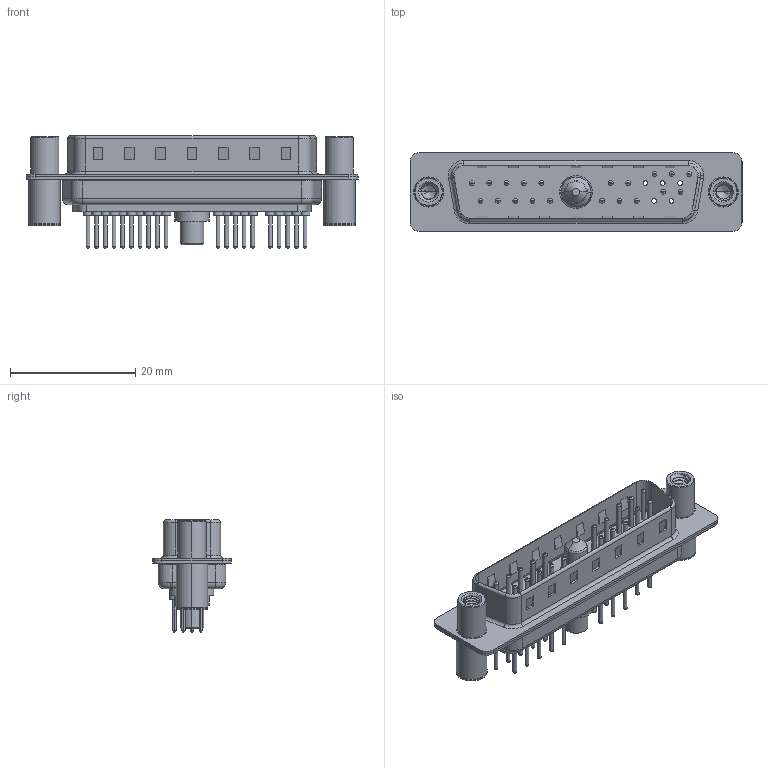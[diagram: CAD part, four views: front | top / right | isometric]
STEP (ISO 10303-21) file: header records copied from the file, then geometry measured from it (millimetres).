
FILE_DESCRIPTION (( 'STEP AP203' ), '1' );
FILE_NAME ('627-21W1224-4NC.STEP', '2019-05-28T00:29:55', ( '' ), ( '' ), 'SwSTEP 2.0', 'SolidWorks 2016', '' );
FILE_SCHEMA (( 'CONFIG_CONTROL_DESIGN' ));
Length unit declared in the file: millimetre
Products named in the file (9): 627Combo Housing_21W1; 627Combo Shell Rear_25 Contacts; Power Pin_40A S; 627-21W1224-4NC; 627Combo Threaded Standoff and Board Spacer_C; 627Combo Contact Row 1_24; 627Combo Threaded Standoff and Board Spacer_4; 627Combo Shell Front_25 Contacts; 627Combo Contact Row 2_24
Assembly tree (26 placements, depth 2):
  627-21W1224-4NC
    627Combo Housing_21W1
    627Combo Shell Rear_25 Contacts
    627Combo Shell Front_25 Contacts
    627Combo Threaded Standoff and Board Spacer_C
    Power Pin_40A S
    627Combo Threaded Standoff and Board Spacer_4
    627Combo Contact Row 1_24  x10
    627Combo Contact Row 2_24  x10
Bounding box: 53 x 12.6 x 17.9 mm (x, y, z)
Volume: 3095.7 mm3; surface area: 7366 mm2
Topology: 27 solids, 27 shells, 1251 faces, 2768 edges, 1683 vertices
Faces by surface type: cylinder 498, torus 376, plane 327, cone 36, bspline 14
Entity records: 27513 total; most frequent: CARTESIAN_POINT 8805, DIRECTION 3787, ORIENTED_EDGE 3500, EDGE_CURVE 1750, AXIS2_PLACEMENT_3D 1485, VERTEX_POINT 1107, EDGE_LOOP 879, VECTOR 817
